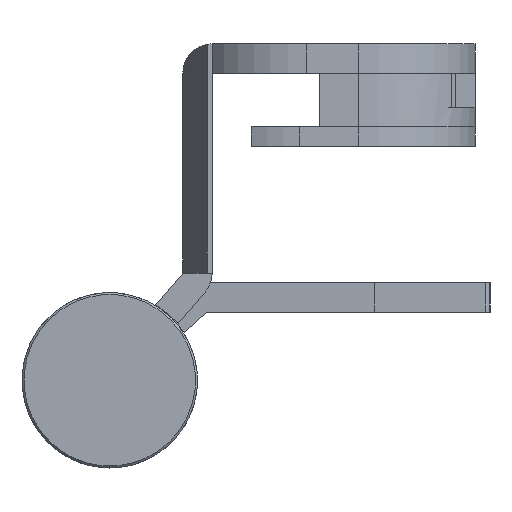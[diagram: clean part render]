
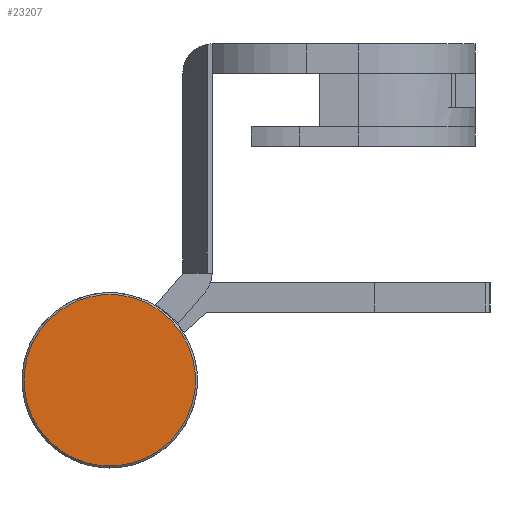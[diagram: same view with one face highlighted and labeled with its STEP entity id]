
A CAD part, left-side view. The second image highlights one B-rep face of the part: STEP entity #23207.
In plain terms, the highlighted face is planar.
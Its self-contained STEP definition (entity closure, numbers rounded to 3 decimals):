
#2657 = AXIS2_PLACEMENT_3D ( 'NONE', #24036, #36336, #48899 ) ;
#7150 = EDGE_CURVE ( 'NONE', #51163, #44515, #29420, .T. ) ;
#9524 = DIRECTION ( 'NONE',  ( 0., 0., 1. ) ) ;
#10054 = CARTESIAN_POINT ( 'NONE',  ( 37., 0., 0. ) ) ;
#14833 = CIRCLE ( 'NONE', #19076, 8.8 ) ;
#15962 = DIRECTION ( 'NONE',  ( -1., 0., 0. ) ) ;
#18920 = EDGE_LOOP ( 'NONE', ( #45990, #31869 ) ) ;
#19076 = AXIS2_PLACEMENT_3D ( 'NONE', #10054, #39197, #9524 ) ;
#19166 = AXIS2_PLACEMENT_3D ( 'NONE', #40551, #15962, #52602 ) ;
#23207 = ADVANCED_FACE ( 'NONE', ( #44344 ), #31819, .F. ) ;
#23464 = CARTESIAN_POINT ( 'NONE',  ( 37., 0., -8.8 ) ) ;
#24036 = CARTESIAN_POINT ( 'NONE',  ( 37., 8.8, 0. ) ) ;
#29420 = CIRCLE ( 'NONE', #19166, 8.8 ) ;
#31819 = PLANE ( 'NONE',  #2657 ) ;
#31869 = ORIENTED_EDGE ( 'NONE', *, *, #40975, .F. ) ;
#36336 = DIRECTION ( 'NONE',  ( -1., 0., 0. ) ) ;
#39197 = DIRECTION ( 'NONE',  ( -1., 0., 0. ) ) ;
#40551 = CARTESIAN_POINT ( 'NONE',  ( 37., 0., 0. ) ) ;
#40975 = EDGE_CURVE ( 'NONE', #44515, #51163, #14833, .T. ) ;
#44344 = FACE_OUTER_BOUND ( 'NONE', #18920, .T. ) ;
#44515 = VERTEX_POINT ( 'NONE', #23464 ) ;
#45990 = ORIENTED_EDGE ( 'NONE', *, *, #7150, .F. ) ;
#48899 = DIRECTION ( 'NONE',  ( 0., 0., 1. ) ) ;
#49589 = CARTESIAN_POINT ( 'NONE',  ( 37., 0., 8.8 ) ) ;
#51163 = VERTEX_POINT ( 'NONE', #49589 ) ;
#52602 = DIRECTION ( 'NONE',  ( 0., 0., 1. ) ) ;
